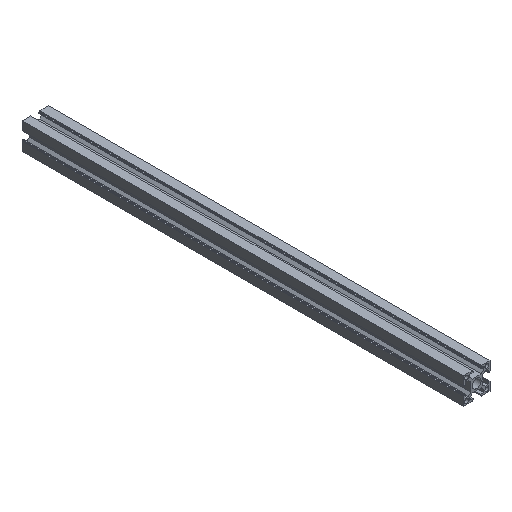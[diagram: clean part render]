
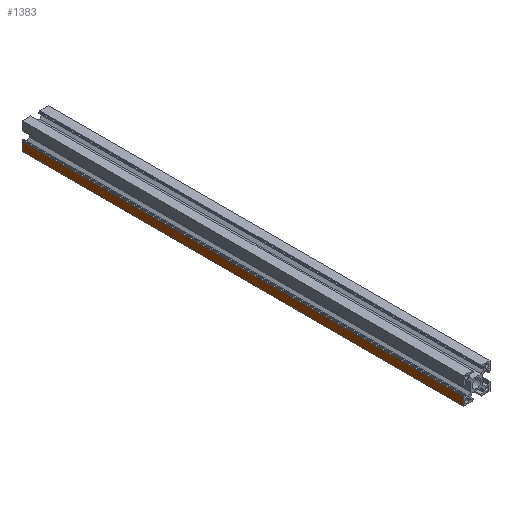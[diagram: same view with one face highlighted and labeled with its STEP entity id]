
A CAD part, isometric view. The second image highlights one B-rep face of the part: STEP entity #1383.
In plain terms, the highlighted planar face has unit normal (-1, 0, 0).
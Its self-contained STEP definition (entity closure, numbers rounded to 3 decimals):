
#92=FACE_OUTER_BOUND('',#159,.T.);
#159=EDGE_LOOP('',(#1087,#1088,#1089,#1090));
#205=LINE('',#1875,#390);
#344=LINE('',#2157,#529);
#345=LINE('',#2159,#530);
#346=LINE('',#2160,#531);
#390=VECTOR('',#1526,10.);
#529=VECTOR('',#1757,10.);
#530=VECTOR('',#1758,10.);
#531=VECTOR('',#1759,10.);
#568=VERTEX_POINT('',#1871);
#569=VERTEX_POINT('',#1873);
#666=VERTEX_POINT('',#2156);
#667=VERTEX_POINT('',#2158);
#705=EDGE_CURVE('',#568,#569,#205,.T.);
#844=EDGE_CURVE('',#569,#666,#344,.T.);
#845=EDGE_CURVE('',#666,#667,#345,.T.);
#846=EDGE_CURVE('',#568,#667,#346,.T.);
#1087=ORIENTED_EDGE('',*,*,#705,.T.);
#1088=ORIENTED_EDGE('',*,*,#844,.T.);
#1089=ORIENTED_EDGE('',*,*,#845,.T.);
#1090=ORIENTED_EDGE('',*,*,#846,.F.);
#1321=PLANE('',#1464);
#1383=ADVANCED_FACE('',(#92),#1321,.T.);
#1464=AXIS2_PLACEMENT_3D('',#2155,#1755,#1756);
#1526=DIRECTION('',(0.,1.,0.));
#1755=DIRECTION('center_axis',(-1.,0.,0.));
#1756=DIRECTION('ref_axis',(0.,0.,-1.));
#1757=DIRECTION('',(0.,0.,-1.));
#1758=DIRECTION('',(0.,-1.,0.));
#1759=DIRECTION('',(0.,0.,-1.));
#1871=CARTESIAN_POINT('',(0.,-500.,9.9));
#1873=CARTESIAN_POINT('',(0.,0.,9.9));
#1875=CARTESIAN_POINT('',(0.,0.,9.9));
#2155=CARTESIAN_POINT('Origin',(0.,0.,30.));
#2156=CARTESIAN_POINT('',(0.,0.,0.));
#2157=CARTESIAN_POINT('',(0.,0.,30.));
#2158=CARTESIAN_POINT('',(0.,-500.,0.));
#2159=CARTESIAN_POINT('',(0.,0.,0.));
#2160=CARTESIAN_POINT('',(0.,-500.,30.));
